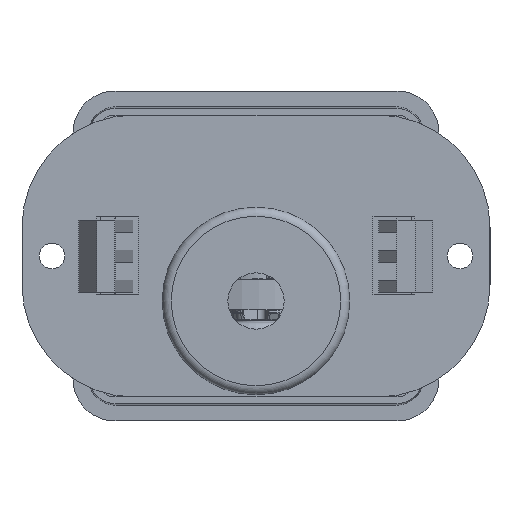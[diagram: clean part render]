
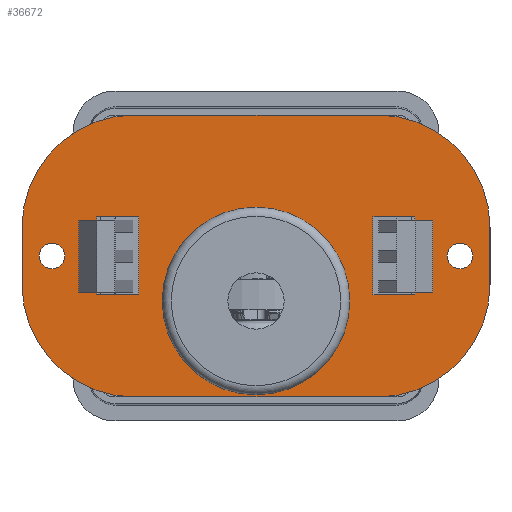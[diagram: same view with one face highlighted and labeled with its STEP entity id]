
A CAD part, front view. The second image highlights one B-rep face of the part: STEP entity #36672.
In plain terms, the highlighted face is planar.
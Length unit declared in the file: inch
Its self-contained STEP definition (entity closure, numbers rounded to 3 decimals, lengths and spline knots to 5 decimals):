
#36354=CARTESIAN_POINT('',(0.156,-0.15,0.06));
#36355=VERTEX_POINT('',#36354);
#36356=CARTESIAN_POINT('',(0.0,-0.15,0.06));
#36357=DIRECTION('',(0.0,0.0,-1.0));
#36358=DIRECTION('',(1.0,0.0,0.0));
#36359=AXIS2_PLACEMENT_3D('',#36356,#36357,#36358);
#36360=CIRCLE('',#36359,0.156);
#36361=EDGE_CURVE('',#36355,#36355,#36360,.T.);
#36403=CARTESIAN_POINT('',(0.7225,0.0,0.06));
#36404=VERTEX_POINT('',#36403);
#36405=CARTESIAN_POINT('',(0.68,0.0,0.06));
#36406=DIRECTION('',(0.0,0.0,-1.0));
#36407=DIRECTION('',(1.0,0.0,0.0));
#36408=AXIS2_PLACEMENT_3D('',#36405,#36406,#36407);
#36409=CIRCLE('',#36408,0.0425);
#36410=EDGE_CURVE('',#36404,#36404,#36409,.T.);
#36452=CARTESIAN_POINT('',(-0.6375,0.0,0.06));
#36453=VERTEX_POINT('',#36452);
#36454=CARTESIAN_POINT('',(-0.68,0.0,0.06));
#36455=DIRECTION('',(0.0,0.0,-1.0));
#36456=DIRECTION('',(1.0,0.0,0.0));
#36457=AXIS2_PLACEMENT_3D('',#36454,#36455,#36456);
#36458=CIRCLE('',#36457,0.0425);
#36459=EDGE_CURVE('',#36453,#36453,#36458,.T.);
#36469=CARTESIAN_POINT('',(-0.405,-0.47,0.06));
#36470=VERTEX_POINT('',#36469);
#36471=CARTESIAN_POINT('',(-0.78,-0.095,0.06));
#36472=VERTEX_POINT('',#36471);
#36473=CARTESIAN_POINT('',(-0.405,-0.095,0.06));
#36474=DIRECTION('',(0.0,0.0,-1.0));
#36475=DIRECTION('',(-0.707,-0.707,0.0));
#36476=AXIS2_PLACEMENT_3D('',#36473,#36474,#36475);
#36477=CIRCLE('',#36476,0.375);
#36478=EDGE_CURVE('',#36470,#36472,#36477,.T.);
#36512=CARTESIAN_POINT('',(-0.78,0.095,0.06));
#36513=VERTEX_POINT('',#36512);
#36514=CARTESIAN_POINT('',(-0.78,-0.095,0.06));
#36515=DIRECTION('',(0.0,1.0,0.0));
#36516=VECTOR('',#36515,0.19);
#36517=LINE('',#36514,#36516);
#36518=EDGE_CURVE('',#36472,#36513,#36517,.T.);
#36537=CARTESIAN_POINT('',(0.0,0.0,0.06));
#36538=DIRECTION('',(0.0,0.0,1.0));
#36539=DIRECTION('',(1.0,0.0,0.0));
#36540=AXIS2_PLACEMENT_3D('',#36537,#36538,#36539);
#36541=PLANE('',#36540);
#36542=ORIENTED_EDGE('',*,*,#36478,.F.);
#36543=CARTESIAN_POINT('',(0.405,-0.47,0.06));
#36544=VERTEX_POINT('',#36543);
#36545=CARTESIAN_POINT('',(0.405,-0.47,0.06));
#36546=DIRECTION('',(-1.0,0.0,0.0));
#36547=VECTOR('',#36546,0.81);
#36548=LINE('',#36545,#36547);
#36549=EDGE_CURVE('',#36544,#36470,#36548,.T.);
#36550=ORIENTED_EDGE('',*,*,#36549,.F.);
#36551=CARTESIAN_POINT('',(0.78,-0.095,0.06));
#36552=VERTEX_POINT('',#36551);
#36553=CARTESIAN_POINT('',(0.405,-0.095,0.06));
#36554=DIRECTION('',(0.0,0.0,-1.0));
#36555=DIRECTION('',(0.707,-0.707,0.0));
#36556=AXIS2_PLACEMENT_3D('',#36553,#36554,#36555);
#36557=CIRCLE('',#36556,0.375);
#36558=EDGE_CURVE('',#36552,#36544,#36557,.T.);
#36559=ORIENTED_EDGE('',*,*,#36558,.F.);
#36560=CARTESIAN_POINT('',(0.78,0.095,0.06));
#36561=VERTEX_POINT('',#36560);
#36562=CARTESIAN_POINT('',(0.78,0.095,0.06));
#36563=DIRECTION('',(0.0,-1.0,0.0));
#36564=VECTOR('',#36563,0.19);
#36565=LINE('',#36562,#36564);
#36566=EDGE_CURVE('',#36561,#36552,#36565,.T.);
#36567=ORIENTED_EDGE('',*,*,#36566,.F.);
#36568=CARTESIAN_POINT('',(0.405,0.47,0.06));
#36569=VERTEX_POINT('',#36568);
#36570=CARTESIAN_POINT('',(0.405,0.095,0.06));
#36571=DIRECTION('',(0.0,0.0,-1.0));
#36572=DIRECTION('',(0.707,0.707,0.0));
#36573=AXIS2_PLACEMENT_3D('',#36570,#36571,#36572);
#36574=CIRCLE('',#36573,0.375);
#36575=EDGE_CURVE('',#36569,#36561,#36574,.T.);
#36576=ORIENTED_EDGE('',*,*,#36575,.F.);
#36577=CARTESIAN_POINT('',(-0.405,0.47,0.06));
#36578=VERTEX_POINT('',#36577);
#36579=CARTESIAN_POINT('',(-0.405,0.47,0.06));
#36580=DIRECTION('',(1.0,0.0,0.0));
#36581=VECTOR('',#36580,0.81);
#36582=LINE('',#36579,#36581);
#36583=EDGE_CURVE('',#36578,#36569,#36582,.T.);
#36584=ORIENTED_EDGE('',*,*,#36583,.F.);
#36585=CARTESIAN_POINT('',(-0.405,0.095,0.06));
#36586=DIRECTION('',(0.0,0.0,-1.0));
#36587=DIRECTION('',(-0.707,0.707,0.0));
#36588=AXIS2_PLACEMENT_3D('',#36585,#36586,#36587);
#36589=CIRCLE('',#36588,0.375);
#36590=EDGE_CURVE('',#36513,#36578,#36589,.T.);
#36591=ORIENTED_EDGE('',*,*,#36590,.F.);
#36592=ORIENTED_EDGE('',*,*,#36518,.F.);
#36593=EDGE_LOOP('',(#36542,#36550,#36559,#36567,#36576,#36584,#36591,#36592));
#36594=FACE_OUTER_BOUND('',#36593,.T.);
#36595=ORIENTED_EDGE('',*,*,#36361,.T.);
#36596=EDGE_LOOP('',(#36595));
#36597=FACE_BOUND('',#36596,.T.);
#36598=ORIENTED_EDGE('',*,*,#36410,.T.);
#36599=EDGE_LOOP('',(#36598));
#36600=FACE_BOUND('',#36599,.T.);
#36601=ORIENTED_EDGE('',*,*,#36459,.T.);
#36602=EDGE_LOOP('',(#36601));
#36603=FACE_BOUND('',#36602,.T.);
#36604=CARTESIAN_POINT('',(-0.53,0.13,0.06));
#36605=VERTEX_POINT('',#36604);
#36606=CARTESIAN_POINT('',(-0.39,0.13,0.06));
#36607=VERTEX_POINT('',#36606);
#36608=CARTESIAN_POINT('',(-0.53,0.13,0.06));
#36609=DIRECTION('',(1.0,0.0,0.0));
#36610=VECTOR('',#36609,0.14);
#36611=LINE('',#36608,#36610);
#36612=EDGE_CURVE('',#36605,#36607,#36611,.T.);
#36613=ORIENTED_EDGE('',*,*,#36612,.T.);
#36614=CARTESIAN_POINT('',(-0.39,-0.13,0.06));
#36615=VERTEX_POINT('',#36614);
#36616=CARTESIAN_POINT('',(-0.39,0.13,0.06));
#36617=DIRECTION('',(0.0,-1.0,0.0));
#36618=VECTOR('',#36617,0.26);
#36619=LINE('',#36616,#36618);
#36620=EDGE_CURVE('',#36607,#36615,#36619,.T.);
#36621=ORIENTED_EDGE('',*,*,#36620,.T.);
#36622=CARTESIAN_POINT('',(-0.53,-0.13,0.06));
#36623=VERTEX_POINT('',#36622);
#36624=CARTESIAN_POINT('',(-0.39,-0.13,0.06));
#36625=DIRECTION('',(-1.0,0.0,0.0));
#36626=VECTOR('',#36625,0.14);
#36627=LINE('',#36624,#36626);
#36628=EDGE_CURVE('',#36615,#36623,#36627,.T.);
#36629=ORIENTED_EDGE('',*,*,#36628,.T.);
#36630=CARTESIAN_POINT('',(-0.53,-0.13,0.06));
#36631=DIRECTION('',(0.0,1.0,0.0));
#36632=VECTOR('',#36631,0.26);
#36633=LINE('',#36630,#36632);
#36634=EDGE_CURVE('',#36623,#36605,#36633,.T.);
#36635=ORIENTED_EDGE('',*,*,#36634,.T.);
#36636=EDGE_LOOP('',(#36613,#36621,#36629,#36635));
#36637=FACE_BOUND('',#36636,.T.);
#36638=CARTESIAN_POINT('',(0.53,0.13,0.06));
#36639=VERTEX_POINT('',#36638);
#36640=CARTESIAN_POINT('',(0.53,-0.13,0.06));
#36641=VERTEX_POINT('',#36640);
#36642=CARTESIAN_POINT('',(0.53,0.13,0.06));
#36643=DIRECTION('',(0.0,-1.0,0.0));
#36644=VECTOR('',#36643,0.26);
#36645=LINE('',#36642,#36644);
#36646=EDGE_CURVE('',#36639,#36641,#36645,.T.);
#36647=ORIENTED_EDGE('',*,*,#36646,.T.);
#36648=CARTESIAN_POINT('',(0.39,-0.13,0.06));
#36649=VERTEX_POINT('',#36648);
#36650=CARTESIAN_POINT('',(0.53,-0.13,0.06));
#36651=DIRECTION('',(-1.0,0.0,0.0));
#36652=VECTOR('',#36651,0.14);
#36653=LINE('',#36650,#36652);
#36654=EDGE_CURVE('',#36641,#36649,#36653,.T.);
#36655=ORIENTED_EDGE('',*,*,#36654,.T.);
#36656=CARTESIAN_POINT('',(0.39,0.13,0.06));
#36657=VERTEX_POINT('',#36656);
#36658=CARTESIAN_POINT('',(0.39,-0.13,0.06));
#36659=DIRECTION('',(0.0,1.0,0.0));
#36660=VECTOR('',#36659,0.26);
#36661=LINE('',#36658,#36660);
#36662=EDGE_CURVE('',#36649,#36657,#36661,.T.);
#36663=ORIENTED_EDGE('',*,*,#36662,.T.);
#36664=CARTESIAN_POINT('',(0.39,0.13,0.06));
#36665=DIRECTION('',(1.0,0.0,0.0));
#36666=VECTOR('',#36665,0.14);
#36667=LINE('',#36664,#36666);
#36668=EDGE_CURVE('',#36657,#36639,#36667,.T.);
#36669=ORIENTED_EDGE('',*,*,#36668,.T.);
#36670=EDGE_LOOP('',(#36647,#36655,#36663,#36669));
#36671=FACE_BOUND('',#36670,.T.);
#36672=ADVANCED_FACE('',(#36594,#36597,#36600,#36603,#36637,#36671),#36541,.T.);
